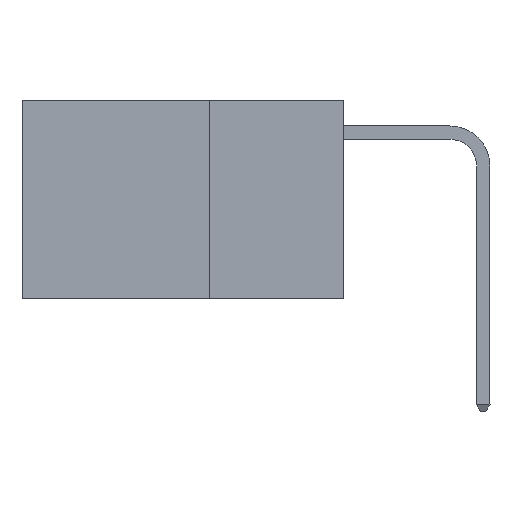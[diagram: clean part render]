
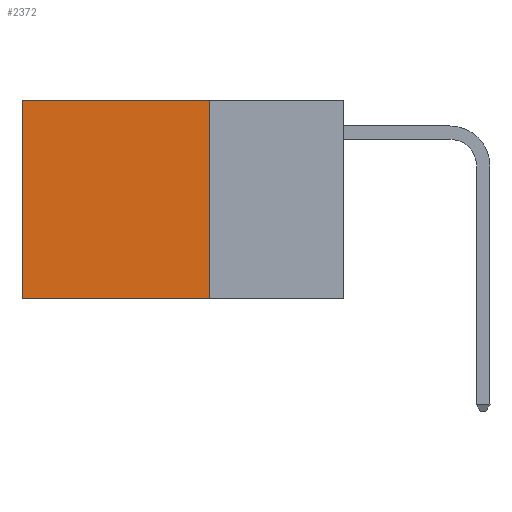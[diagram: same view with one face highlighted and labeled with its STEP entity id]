
A CAD part, left-side view. The second image highlights one B-rep face of the part: STEP entity #2372.
In plain terms, the highlighted planar face has unit normal (-1, 0, 0).
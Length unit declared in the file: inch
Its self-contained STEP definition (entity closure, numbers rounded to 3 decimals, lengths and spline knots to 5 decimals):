
#233 = LINE ( 'NONE', #20666, #9292 ) ;
#253 = CARTESIAN_POINT ( 'NONE',  ( 0.2625, 0.25, 0. ) ) ;
#552 = FACE_OUTER_BOUND ( 'NONE', #13030, .T. ) ;
#809 = EDGE_CURVE ( 'NONE', #18991, #12060, #19815, .T. ) ;
#2050 = EDGE_CURVE ( 'NONE', #8016, #18991, #19177, .T. ) ;
#2372 = ADVANCED_FACE ( 'NONE', ( #552 ), #11917, .F. ) ;
#3065 = CARTESIAN_POINT ( 'NONE',  ( 0.2625, 0.6, 0. ) ) ;
#3993 = ORIENTED_EDGE ( 'NONE', *, *, #20045, .F. ) ;
#4389 = CARTESIAN_POINT ( 'NONE',  ( 0.2625, 0.25, 0. ) ) ;
#4597 = VECTOR ( 'NONE', #10132, 39.37008 ) ;
#6710 = CARTESIAN_POINT ( 'NONE',  ( 0.2625, 0.25, 0. ) ) ;
#6757 = EDGE_CURVE ( 'NONE', #8016, #22723, #12296, .T. ) ;
#6769 = CARTESIAN_POINT ( 'NONE',  ( 0.2625, 0.6, -0.37 ) ) ;
#7987 = ORIENTED_EDGE ( 'NONE', *, *, #6757, .F. ) ;
#8016 = VERTEX_POINT ( 'NONE', #253 ) ;
#8813 = VECTOR ( 'NONE', #10524, 39.37008 ) ;
#9292 = VECTOR ( 'NONE', #16507, 39.37008 ) ;
#10132 = DIRECTION ( 'NONE',  ( 0., 1., 0. ) ) ;
#10226 = DIRECTION ( 'NONE',  ( 0., 0., -1. ) ) ;
#10524 = DIRECTION ( 'NONE',  ( 0., 0., -1. ) ) ;
#11917 = PLANE ( 'NONE',  #22541 ) ;
#12060 = VERTEX_POINT ( 'NONE', #6769 ) ;
#12296 = LINE ( 'NONE', #18056, #23162 ) ;
#13030 = EDGE_LOOP ( 'NONE', ( #23972, #3993, #7987, #14963 ) ) ;
#14116 = DIRECTION ( 'NONE',  ( 0., 0., -1. ) ) ;
#14963 = ORIENTED_EDGE ( 'NONE', *, *, #2050, .T. ) ;
#15208 = CARTESIAN_POINT ( 'NONE',  ( 0.2625, 0.25, -0.37 ) ) ;
#16507 = DIRECTION ( 'NONE',  ( 0., 1., 0. ) ) ;
#18056 = CARTESIAN_POINT ( 'NONE',  ( 0.2625, 0.25, 0. ) ) ;
#18991 = VERTEX_POINT ( 'NONE', #21773 ) ;
#19177 = LINE ( 'NONE', #6710, #4597 ) ;
#19389 = DIRECTION ( 'NONE',  ( 1., 0., 0. ) ) ;
#19815 = LINE ( 'NONE', #3065, #8813 ) ;
#20045 = EDGE_CURVE ( 'NONE', #22723, #12060, #233, .T. ) ;
#20666 = CARTESIAN_POINT ( 'NONE',  ( 0.2625, 0.25, -0.37 ) ) ;
#21773 = CARTESIAN_POINT ( 'NONE',  ( 0.2625, 0.6, 0. ) ) ;
#22541 = AXIS2_PLACEMENT_3D ( 'NONE', #4389, #19389, #10226 ) ;
#22723 = VERTEX_POINT ( 'NONE', #15208 ) ;
#23162 = VECTOR ( 'NONE', #14116, 39.37008 ) ;
#23972 = ORIENTED_EDGE ( 'NONE', *, *, #809, .T. ) ;
